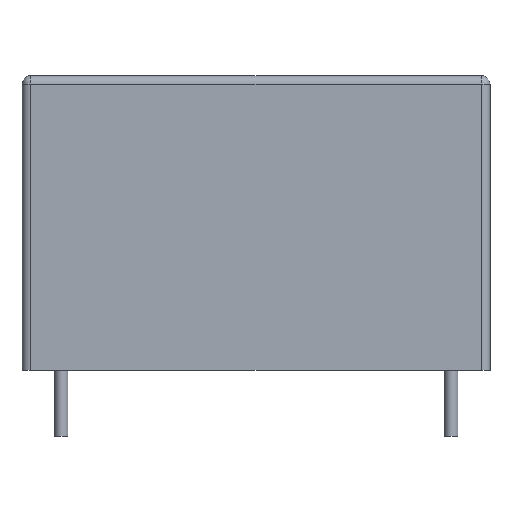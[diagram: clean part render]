
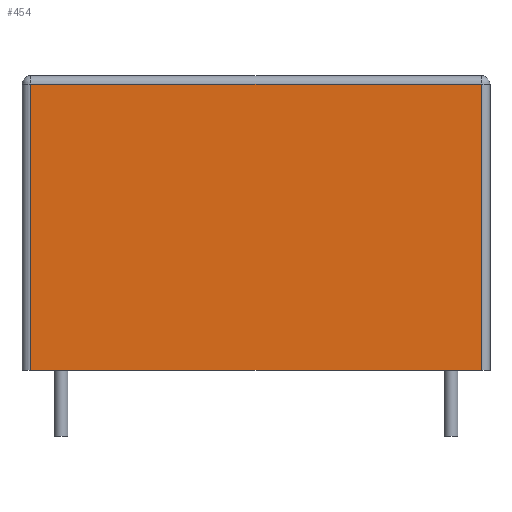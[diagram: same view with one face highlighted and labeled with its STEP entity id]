
A CAD part, front view. The second image highlights one B-rep face of the part: STEP entity #454.
In plain terms, the highlighted planar face has unit normal (0, -1, 0).
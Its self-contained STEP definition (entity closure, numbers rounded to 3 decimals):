
#70=CARTESIAN_POINT('',(13.0,-4.0,16.5));
#71=VERTEX_POINT('',#70);
#105=CARTESIAN_POINT('',(-13.0,-4.0,16.5));
#106=VERTEX_POINT('',#105);
#342=CARTESIAN_POINT('',(-13.0,-4.0,0.0));
#343=VERTEX_POINT('',#342);
#351=CARTESIAN_POINT('',(-13.0,-4.0,0.0));
#352=DIRECTION('',(0.0,0.0,1.0));
#353=VECTOR('',#352,16.5);
#354=LINE('',#351,#353);
#355=EDGE_CURVE('',#343,#106,#354,.T.);
#373=CARTESIAN_POINT('',(-13.0,-4.0,16.5));
#374=DIRECTION('',(1.0,0.0,0.0));
#375=VECTOR('',#374,26.0);
#376=LINE('',#373,#375);
#377=EDGE_CURVE('',#106,#71,#376,.T.);
#394=CARTESIAN_POINT('',(13.0,-4.0,0.0));
#395=VERTEX_POINT('',#394);
#412=CARTESIAN_POINT('',(13.0,-4.0,16.5));
#413=DIRECTION('',(0.0,0.0,-1.0));
#414=VECTOR('',#413,16.5);
#415=LINE('',#412,#414);
#416=EDGE_CURVE('',#71,#395,#415,.T.);
#438=CARTESIAN_POINT('',(13.5,-4.0,0.0));
#439=DIRECTION('',(0.0,-1.0,0.0));
#440=DIRECTION('',(0.0,0.0,-1.0));
#441=AXIS2_PLACEMENT_3D('',#438,#439,#440);
#442=PLANE('',#441);
#443=ORIENTED_EDGE('',*,*,#416,.F.);
#444=ORIENTED_EDGE('',*,*,#377,.F.);
#445=ORIENTED_EDGE('',*,*,#355,.F.);
#446=CARTESIAN_POINT('',(-13.0,-4.0,0.0));
#447=DIRECTION('',(1.0,0.0,0.0));
#448=VECTOR('',#447,26.0);
#449=LINE('',#446,#448);
#450=EDGE_CURVE('',#343,#395,#449,.T.);
#451=ORIENTED_EDGE('',*,*,#450,.T.);
#452=EDGE_LOOP('',(#443,#444,#445,#451));
#453=FACE_OUTER_BOUND('',#452,.T.);
#454=ADVANCED_FACE('',(#453),#442,.T.);
